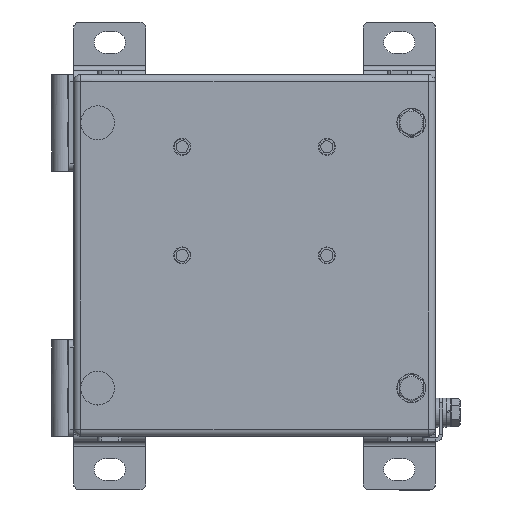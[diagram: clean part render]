
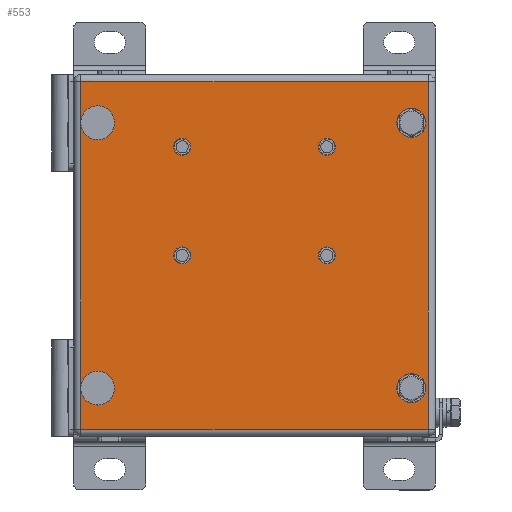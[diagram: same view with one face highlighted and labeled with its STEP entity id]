
A CAD part, top view. The second image highlights one B-rep face of the part: STEP entity #553.
In plain terms, the highlighted planar face has unit normal (0, 0, 1).
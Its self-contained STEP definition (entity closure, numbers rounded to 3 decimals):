
#405=CARTESIAN_POINT('',(-72.,-55.,120.));
#406=VERTEX_POINT('',#405);
#407=CARTESIAN_POINT('',(-65.,-55.,120.0));
#408=DIRECTION('',(0.0,0.0,-1.0));
#409=DIRECTION('',(-1.0,0.0,0.0));
#410=AXIS2_PLACEMENT_3D('',#407,#408,#409);
#411=CIRCLE('',#410,7.);
#412=EDGE_CURVE('',#406,#406,#411,.T.);
#426=CARTESIAN_POINT('',(0.,0.,120.));
#427=DIRECTION('',(0.0,0.0,1.0));
#428=DIRECTION('',(1.0,0.0,0.0));
#429=AXIS2_PLACEMENT_3D('',#426,#427,#428);
#430=PLANE('',#429);
#431=CARTESIAN_POINT('',(72.,-72.,120.));
#432=VERTEX_POINT('',#431);
#433=CARTESIAN_POINT('',(-72.,-72.,120.));
#434=VERTEX_POINT('',#433);
#435=CARTESIAN_POINT('',(72.,-72.,120.));
#436=DIRECTION('',(-1.0,0.0,0.0));
#437=VECTOR('',#436,144.);
#438=LINE('',#435,#437);
#439=EDGE_CURVE('',#432,#434,#438,.T.);
#440=ORIENTED_EDGE('',*,*,#439,.F.);
#441=CARTESIAN_POINT('',(72.0,72.,120.));
#442=VERTEX_POINT('',#441);
#443=CARTESIAN_POINT('',(72.0,72.,120.));
#444=DIRECTION('',(0.0,-1.0,0.0));
#445=VECTOR('',#444,144.0);
#446=LINE('',#443,#445);
#447=EDGE_CURVE('',#442,#432,#446,.T.);
#448=ORIENTED_EDGE('',*,*,#447,.F.);
#449=CARTESIAN_POINT('',(-72.,72.,120.));
#450=VERTEX_POINT('',#449);
#451=CARTESIAN_POINT('',(-72.0,72.,120.));
#452=DIRECTION('',(1.0,0.0,0.0));
#453=VECTOR('',#452,144.0);
#454=LINE('',#451,#453);
#455=EDGE_CURVE('',#450,#442,#454,.T.);
#456=ORIENTED_EDGE('',*,*,#455,.F.);
#457=CARTESIAN_POINT('',(-72.,55.,120.));
#458=VERTEX_POINT('',#457);
#459=CARTESIAN_POINT('',(-72.,55.,120.));
#460=DIRECTION('',(0.0,1.0,0.0));
#461=VECTOR('',#460,17.);
#462=LINE('',#459,#461);
#463=EDGE_CURVE('',#458,#450,#462,.T.);
#464=ORIENTED_EDGE('',*,*,#463,.F.);
#465=CARTESIAN_POINT('',(-65.,55.,120.));
#466=DIRECTION('',(0.0,0.0,-1.0));
#467=DIRECTION('',(-1.0,0.0,0.0));
#468=AXIS2_PLACEMENT_3D('',#465,#466,#467);
#469=CIRCLE('',#468,7.);
#470=EDGE_CURVE('',#458,#458,#469,.T.);
#471=ORIENTED_EDGE('',*,*,#470,.T.);
#472=CARTESIAN_POINT('',(-72.,-55.,120.));
#473=DIRECTION('',(0.0,1.0,0.0));
#474=VECTOR('',#473,110.);
#475=LINE('',#472,#474);
#476=EDGE_CURVE('',#406,#458,#475,.T.);
#477=ORIENTED_EDGE('',*,*,#476,.F.);
#478=ORIENTED_EDGE('',*,*,#412,.T.);
#479=CARTESIAN_POINT('',(-72.,-72.,120.));
#480=DIRECTION('',(0.0,1.0,0.0));
#481=VECTOR('',#480,17.);
#482=LINE('',#479,#481);
#483=EDGE_CURVE('',#434,#406,#482,.T.);
#484=ORIENTED_EDGE('',*,*,#483,.F.);
#485=EDGE_LOOP('',(#440,#448,#456,#464,#471,#477,#478,#484));
#486=FACE_OUTER_BOUND('',#485,.T.);
#487=CARTESIAN_POINT('',(71.,-55.,120.));
#488=VERTEX_POINT('',#487);
#489=CARTESIAN_POINT('',(65.,-55.,120.0));
#490=DIRECTION('',(0.0,0.0,-1.0));
#491=DIRECTION('',(-1.0,0.0,0.0));
#492=AXIS2_PLACEMENT_3D('',#489,#490,#491);
#493=CIRCLE('',#492,6.);
#494=EDGE_CURVE('',#488,#488,#493,.T.);
#495=ORIENTED_EDGE('',*,*,#494,.T.);
#496=EDGE_LOOP('',(#495));
#497=FACE_BOUND('',#496,.T.);
#498=CARTESIAN_POINT('',(71.,55.,120.));
#499=VERTEX_POINT('',#498);
#500=CARTESIAN_POINT('',(65.,55.,120.));
#501=DIRECTION('',(0.0,0.0,-1.0));
#502=DIRECTION('',(-1.0,0.0,0.0));
#503=AXIS2_PLACEMENT_3D('',#500,#501,#502);
#504=CIRCLE('',#503,6.);
#505=EDGE_CURVE('',#499,#499,#504,.T.);
#506=ORIENTED_EDGE('',*,*,#505,.T.);
#507=EDGE_LOOP('',(#506));
#508=FACE_BOUND('',#507,.T.);
#509=CARTESIAN_POINT('',(30.,3.3,120.));
#510=VERTEX_POINT('',#509);
#511=CARTESIAN_POINT('',(30.,0.,120.));
#512=DIRECTION('',(0.0,0.0,-1.0));
#513=DIRECTION('',(0.0,-1.0,0.0));
#514=AXIS2_PLACEMENT_3D('',#511,#512,#513);
#515=CIRCLE('',#514,3.3);
#516=EDGE_CURVE('',#510,#510,#515,.T.);
#517=ORIENTED_EDGE('',*,*,#516,.T.);
#518=EDGE_LOOP('',(#517));
#519=FACE_BOUND('',#518,.T.);
#520=CARTESIAN_POINT('',(-30.,3.3,120.));
#521=VERTEX_POINT('',#520);
#522=CARTESIAN_POINT('',(-30.,0.,120.));
#523=DIRECTION('',(0.0,0.0,-1.0));
#524=DIRECTION('',(0.0,-1.0,0.0));
#525=AXIS2_PLACEMENT_3D('',#522,#523,#524);
#526=CIRCLE('',#525,3.3);
#527=EDGE_CURVE('',#521,#521,#526,.T.);
#528=ORIENTED_EDGE('',*,*,#527,.T.);
#529=EDGE_LOOP('',(#528));
#530=FACE_BOUND('',#529,.T.);
#531=CARTESIAN_POINT('',(30.,48.3,120.));
#532=VERTEX_POINT('',#531);
#533=CARTESIAN_POINT('',(30.,45.,120.));
#534=DIRECTION('',(0.0,0.0,-1.0));
#535=DIRECTION('',(0.0,-1.0,0.0));
#536=AXIS2_PLACEMENT_3D('',#533,#534,#535);
#537=CIRCLE('',#536,3.3);
#538=EDGE_CURVE('',#532,#532,#537,.T.);
#539=ORIENTED_EDGE('',*,*,#538,.T.);
#540=EDGE_LOOP('',(#539));
#541=FACE_BOUND('',#540,.T.);
#542=CARTESIAN_POINT('',(-30.,48.3,120.));
#543=VERTEX_POINT('',#542);
#544=CARTESIAN_POINT('',(-30.,45.,120.));
#545=DIRECTION('',(0.0,0.0,-1.0));
#546=DIRECTION('',(0.0,-1.0,0.0));
#547=AXIS2_PLACEMENT_3D('',#544,#545,#546);
#548=CIRCLE('',#547,3.3);
#549=EDGE_CURVE('',#543,#543,#548,.T.);
#550=ORIENTED_EDGE('',*,*,#549,.T.);
#551=EDGE_LOOP('',(#550));
#552=FACE_BOUND('',#551,.T.);
#553=ADVANCED_FACE('',(#486,#497,#508,#519,#530,#541,#552),#430,.T.);
